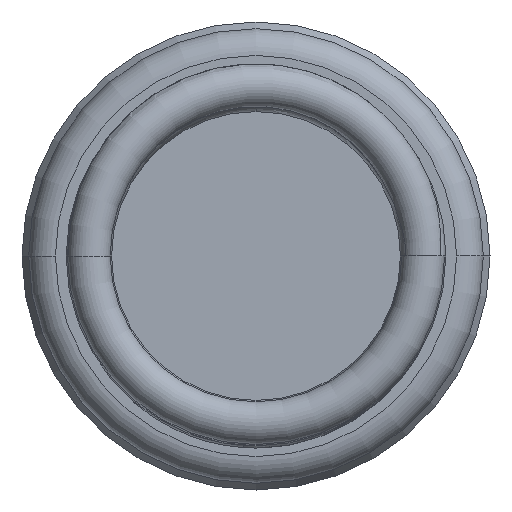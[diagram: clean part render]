
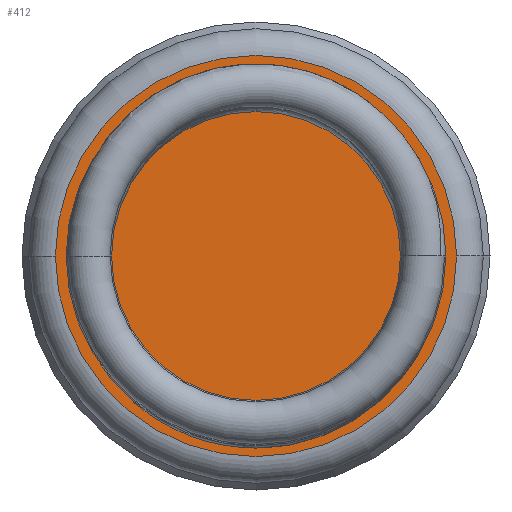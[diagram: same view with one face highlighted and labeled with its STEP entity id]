
A CAD part, front view. The second image highlights one B-rep face of the part: STEP entity #412.
In plain terms, the highlighted planar face has unit normal (0, -1, 0).
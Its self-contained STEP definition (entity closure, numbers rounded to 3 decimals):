
#109 = ORIENTED_EDGE ( 'NONE', *, *, #559, .T. ) ;
#153 = CARTESIAN_POINT ( 'NONE',  ( -1.5, -7., 0. ) ) ;
#214 = CARTESIAN_POINT ( 'NONE',  ( 0., -7., 0. ) ) ;
#242 = CIRCLE ( 'NONE', #971, 1.5 ) ;
#306 = FACE_OUTER_BOUND ( 'NONE', #866, .T. ) ;
#307 = AXIS2_PLACEMENT_3D ( 'NONE', #685, #673, #1054 ) ;
#392 = ORIENTED_EDGE ( 'NONE', *, *, #1383, .T. ) ;
#412 = ADVANCED_FACE ( 'NONE', ( #306 ), #450, .F. ) ;
#450 = PLANE ( 'NONE',  #307 ) ;
#559 = EDGE_CURVE ( 'NONE', #1006, #759, #242, .T. ) ;
#594 = DIRECTION ( 'NONE',  ( 0., -1., 0. ) ) ;
#613 = CIRCLE ( 'NONE', #908, 1.5 ) ;
#635 = CARTESIAN_POINT ( 'NONE',  ( 1.5, -7., 0. ) ) ;
#673 = DIRECTION ( 'NONE',  ( 0., 1., 0. ) ) ;
#685 = CARTESIAN_POINT ( 'NONE',  ( 1.7, -7., 0. ) ) ;
#690 = CARTESIAN_POINT ( 'NONE',  ( 0., -7., 0. ) ) ;
#759 = VERTEX_POINT ( 'NONE', #635 ) ;
#866 = EDGE_LOOP ( 'NONE', ( #109, #392 ) ) ;
#908 = AXIS2_PLACEMENT_3D ( 'NONE', #214, #1168, #1053 ) ;
#971 = AXIS2_PLACEMENT_3D ( 'NONE', #690, #594, #1079 ) ;
#1006 = VERTEX_POINT ( 'NONE', #153 ) ;
#1053 = DIRECTION ( 'NONE',  ( -1., 0., 0. ) ) ;
#1054 = DIRECTION ( 'NONE',  ( -1., 0., 0. ) ) ;
#1079 = DIRECTION ( 'NONE',  ( -1., 0., 0. ) ) ;
#1168 = DIRECTION ( 'NONE',  ( 0., -1., 0. ) ) ;
#1383 = EDGE_CURVE ( 'NONE', #759, #1006, #613, .T. ) ;
